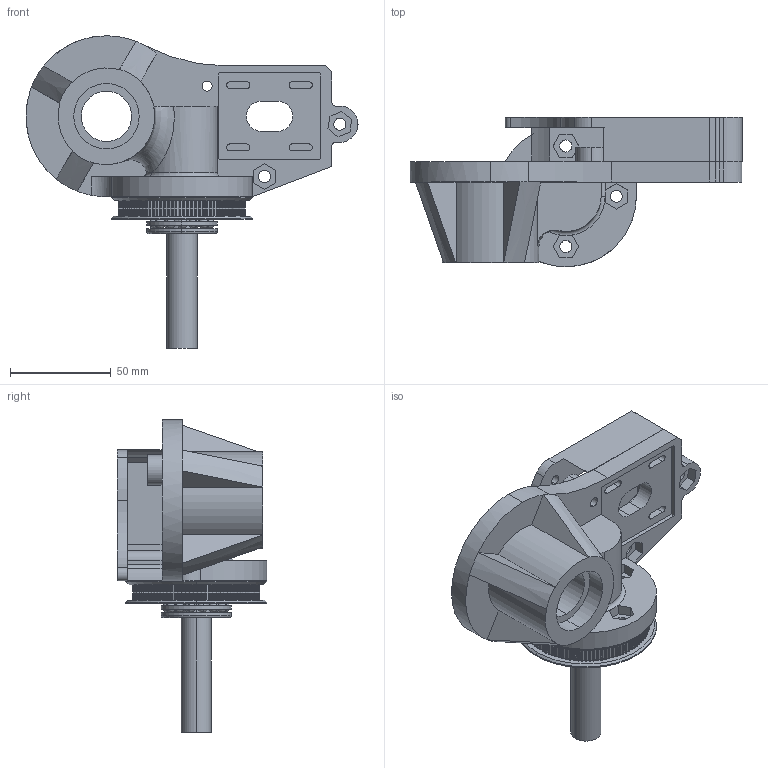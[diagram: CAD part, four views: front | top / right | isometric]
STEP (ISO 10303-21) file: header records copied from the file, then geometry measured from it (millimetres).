
FILE_DESCRIPTION (( 'STEP AP214' ), '1' );
FILE_NAME ('Joint01_Assembly_Simple.STEP', '2025-10-29T10:39:55', ( '' ), ( '' ), 'SwSTEP 2.0', 'SolidWorks 2024', '' );
FILE_SCHEMA (( 'AUTOMOTIVE_DESIGN' ));
Length unit declared in the file: millimetre
Products named in the file (6): BaseWall; BaseWall Cover; J1 Pulley Spacer; Joint01_Assembly_Simple; Thrust ball bearing (51104) 20x35x10_7806K716; GT2 Pully 100 Teeth
Assembly tree (5 placements, depth 2):
  Joint01_Assembly_Simple
    GT2 Pully 100 Teeth
    Thrust ball bearing (51104) 20x35x10_7806K716
    J1 Pulley Spacer
    BaseWall
    BaseWall Cover
Bounding box: 165 x 74.2 x 155.3 mm (x, y, z)
Volume: 280696.3 mm3; surface area: 91603.8 mm2
Topology: 21 solids, 21 shells, 1446 faces, 4067 edges, 2662 vertices
Faces by surface type: cylinder 1006, plane 212, torus 161, sphere 56, cone 7, bspline 4
Entity records: 49394 total; most frequent: CARTESIAN_POINT 10408, DIRECTION 9025, ORIENTED_EDGE 7854, EDGE_CURVE 3927, AXIS2_PLACEMENT_3D 3803, VERTEX_POINT 2578, CIRCLE 2353, EDGE_LOOP 1589
